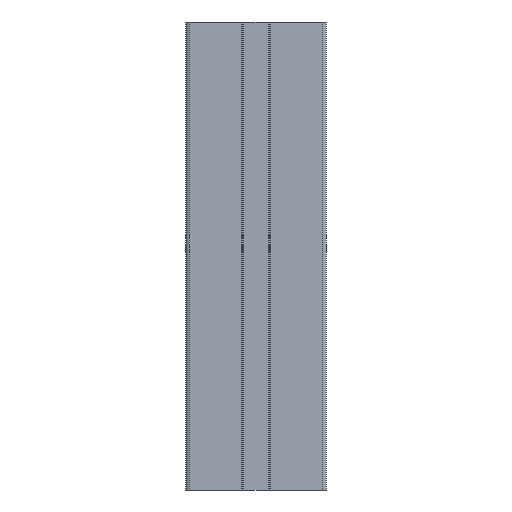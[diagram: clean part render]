
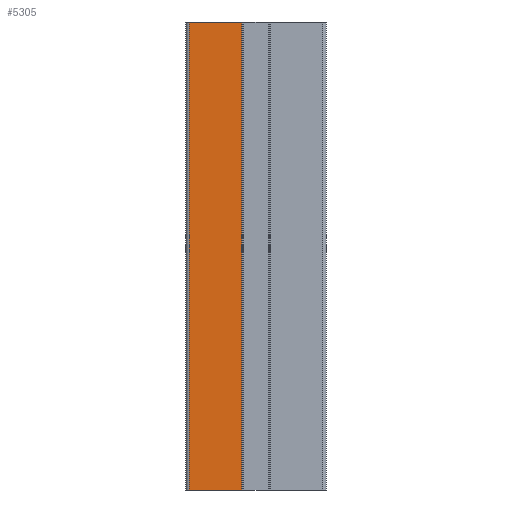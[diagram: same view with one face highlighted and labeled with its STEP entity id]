
A CAD part, left-side view. The second image highlights one B-rep face of the part: STEP entity #5305.
In plain terms, the highlighted planar face has unit normal (-1, 0, 0).
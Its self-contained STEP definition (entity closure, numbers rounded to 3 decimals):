
#685 = VERTEX_POINT ( 'NONE', #7310 ) ;
#743 = DIRECTION ( 'NONE',  ( 0., 0., -1. ) ) ;
#1816 = CARTESIAN_POINT ( 'NONE',  ( 1336.572, 568.966, 0. ) ) ;
#2181 = DIRECTION ( 'NONE',  ( 1., 0., 0. ) ) ;
#2342 = LINE ( 'NONE', #1816, #3990 ) ;
#2639 = FACE_OUTER_BOUND ( 'NONE', #4332, .T. ) ;
#2860 = VECTOR ( 'NONE', #9152, 1000. ) ;
#3288 = AXIS2_PLACEMENT_3D ( 'NONE', #5003, #2181, #7172 ) ;
#3779 = VERTEX_POINT ( 'NONE', #6611 ) ;
#3937 = EDGE_CURVE ( 'NONE', #6281, #685, #2342, .T. ) ;
#3990 = VECTOR ( 'NONE', #6078, 1000. ) ;
#4091 = ORIENTED_EDGE ( 'NONE', *, *, #5320, .T. ) ;
#4098 = LINE ( 'NONE', #6299, #2860 ) ;
#4297 = VECTOR ( 'NONE', #743, 1000. ) ;
#4332 = EDGE_LOOP ( 'NONE', ( #5903, #5960, #8377, #4091 ) ) ;
#4392 = VECTOR ( 'NONE', #6791, 1000. ) ;
#4611 = EDGE_CURVE ( 'NONE', #3779, #7386, #4098, .T. ) ;
#4621 = LINE ( 'NONE', #6075, #4392 ) ;
#5003 = CARTESIAN_POINT ( 'NONE',  ( 1336.572, 568.966, 200. ) ) ;
#5305 = ADVANCED_FACE ( 'NONE', ( #2639 ), #7841, .F. ) ;
#5320 = EDGE_CURVE ( 'NONE', #3779, #6281, #8105, .T. ) ;
#5420 = CARTESIAN_POINT ( 'NONE',  ( 1336.572, 546.566, 200. ) ) ;
#5903 = ORIENTED_EDGE ( 'NONE', *, *, #3937, .T. ) ;
#5960 = ORIENTED_EDGE ( 'NONE', *, *, #6413, .F. ) ;
#6075 = CARTESIAN_POINT ( 'NONE',  ( 1336.572, 546.566, 200. ) ) ;
#6078 = DIRECTION ( 'NONE',  ( 0., -1., 0. ) ) ;
#6281 = VERTEX_POINT ( 'NONE', #7368 ) ;
#6299 = CARTESIAN_POINT ( 'NONE',  ( 1336.572, 568.966, 200. ) ) ;
#6413 = EDGE_CURVE ( 'NONE', #7386, #685, #4621, .T. ) ;
#6476 = CARTESIAN_POINT ( 'NONE',  ( 1336.572, 568.966, 200. ) ) ;
#6611 = CARTESIAN_POINT ( 'NONE',  ( 1336.572, 568.966, 200. ) ) ;
#6791 = DIRECTION ( 'NONE',  ( 0., 0., -1. ) ) ;
#7172 = DIRECTION ( 'NONE',  ( 0., 0., -1. ) ) ;
#7310 = CARTESIAN_POINT ( 'NONE',  ( 1336.572, 546.566, 0. ) ) ;
#7368 = CARTESIAN_POINT ( 'NONE',  ( 1336.572, 568.966, 0. ) ) ;
#7386 = VERTEX_POINT ( 'NONE', #5420 ) ;
#7841 = PLANE ( 'NONE',  #3288 ) ;
#8105 = LINE ( 'NONE', #6476, #4297 ) ;
#8377 = ORIENTED_EDGE ( 'NONE', *, *, #4611, .F. ) ;
#9152 = DIRECTION ( 'NONE',  ( 0., -1., 0. ) ) ;
